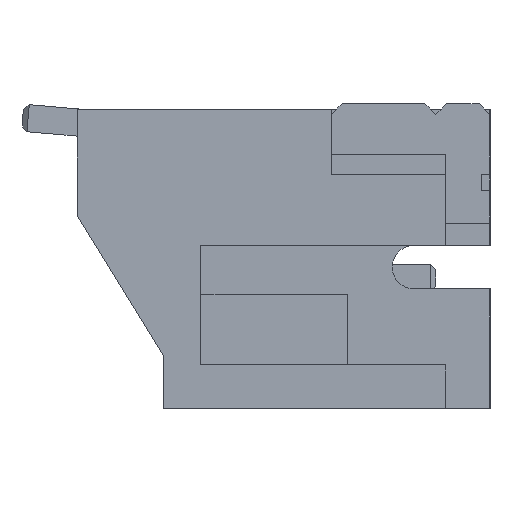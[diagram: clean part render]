
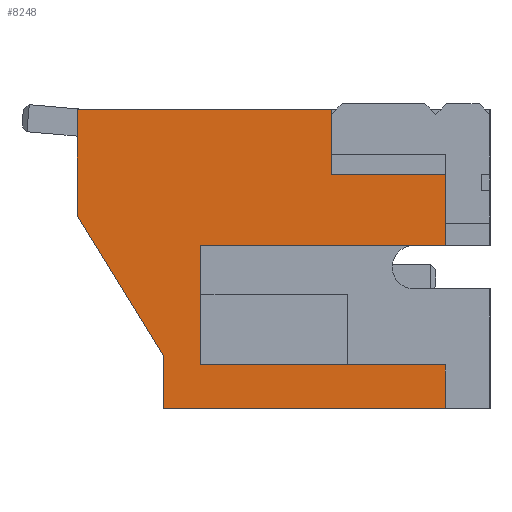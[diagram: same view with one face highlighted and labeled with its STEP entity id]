
A CAD part, left-side view. The second image highlights one B-rep face of the part: STEP entity #8248.
In plain terms, the highlighted planar face has unit normal (-1, 0, 0).
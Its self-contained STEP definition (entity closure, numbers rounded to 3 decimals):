
#210 = DIRECTION ( 'NONE',  ( 0., -1., 0. ) ) ;
#293 = ORIENTED_EDGE ( 'NONE', *, *, #19411, .T. ) ;
#417 = LINE ( 'NONE', #15585, #4749 ) ;
#1190 = VERTEX_POINT ( 'NONE', #23130 ) ;
#1315 = DIRECTION ( 'NONE',  ( 0., -1., 0. ) ) ;
#1542 = FACE_OUTER_BOUND ( 'NONE', #25602, .T. ) ;
#1636 = CARTESIAN_POINT ( 'NONE',  ( -0.75, 4.81, 3.86 ) ) ;
#1897 = EDGE_CURVE ( 'NONE', #21515, #4399, #22879, .T. ) ;
#1934 = VERTEX_POINT ( 'NONE', #7163 ) ;
#2506 = EDGE_CURVE ( 'NONE', #4571, #21515, #23213, .T. ) ;
#2803 = VECTOR ( 'NONE', #210, 1000. ) ;
#2977 = ORIENTED_EDGE ( 'NONE', *, *, #11594, .T. ) ;
#4053 = CARTESIAN_POINT ( 'NONE',  ( -0.75, 5.61, -0.64 ) ) ;
#4399 = VERTEX_POINT ( 'NONE', #5893 ) ;
#4501 = VERTEX_POINT ( 'NONE', #26080 ) ;
#4571 = VERTEX_POINT ( 'NONE', #26495 ) ;
#4749 = VECTOR ( 'NONE', #13534, 1000. ) ;
#5269 = DIRECTION ( 'NONE',  ( 0., 1., 0. ) ) ;
#5893 = CARTESIAN_POINT ( 'NONE',  ( -0.75, 4.66, 4.54 ) ) ;
#5950 = VECTOR ( 'NONE', #27206, 1000. ) ;
#5966 = LINE ( 'NONE', #4053, #7318 ) ;
#6262 = CARTESIAN_POINT ( 'NONE',  ( -0.75, 5.61, 4.54 ) ) ;
#6881 = DIRECTION ( 'NONE',  ( 0., 0., 1. ) ) ;
#7163 = CARTESIAN_POINT ( 'NONE',  ( -0.75, 5.61, 4.54 ) ) ;
#7318 = VECTOR ( 'NONE', #1315, 1000. ) ;
#8248 = ADVANCED_FACE ( 'NONE', ( #1542 ), #10465, .F. ) ;
#8323 = VERTEX_POINT ( 'NONE', #8833 ) ;
#8833 = CARTESIAN_POINT ( 'NONE',  ( -0.75, 1.31, 1.46 ) ) ;
#8861 = VERTEX_POINT ( 'NONE', #9146 ) ;
#9146 = CARTESIAN_POINT ( 'NONE',  ( -0.75, 2.61, -0.64 ) ) ;
#9597 = VERTEX_POINT ( 'NONE', #24640 ) ;
#10374 = ORIENTED_EDGE ( 'NONE', *, *, #24399, .T. ) ;
#10465 = PLANE ( 'NONE',  #20799 ) ;
#10549 = DIRECTION ( 'NONE',  ( 0., -1., 0. ) ) ;
#10620 = VECTOR ( 'NONE', #5269, 1000. ) ;
#10674 = EDGE_CURVE ( 'NONE', #1934, #9597, #15410, .T. ) ;
#10730 = DIRECTION ( 'NONE',  ( 1., 0., 0. ) ) ;
#10809 = VECTOR ( 'NONE', #10549, 1000. ) ;
#11356 = VECTOR ( 'NONE', #6881, 1000. ) ;
#11594 = EDGE_CURVE ( 'NONE', #4501, #8323, #13337, .T. ) ;
#11661 = ORIENTED_EDGE ( 'NONE', *, *, #22599, .T. ) ;
#12378 = EDGE_CURVE ( 'NONE', #19206, #4571, #20795, .T. ) ;
#13063 = DIRECTION ( 'NONE',  ( 0., -1., 0. ) ) ;
#13093 = ORIENTED_EDGE ( 'NONE', *, *, #2506, .T. ) ;
#13337 = LINE ( 'NONE', #13625, #22395 ) ;
#13534 = DIRECTION ( 'NONE',  ( 0., -1., 0. ) ) ;
#13625 = CARTESIAN_POINT ( 'NONE',  ( -0.75, 1.31, -0.64 ) ) ;
#13866 = CARTESIAN_POINT ( 'NONE',  ( -0.75, 2.06, 6.14 ) ) ;
#13900 = EDGE_CURVE ( 'NONE', #8861, #4501, #19896, .T. ) ;
#15410 = LINE ( 'NONE', #28793, #25607 ) ;
#15585 = CARTESIAN_POINT ( 'NONE',  ( -0.75, 1.31, 1.46 ) ) ;
#15638 = LINE ( 'NONE', #17945, #11356 ) ;
#16033 = VERTEX_POINT ( 'NONE', #25642 ) ;
#16314 = DIRECTION ( 'NONE',  ( 0., 0.852, -0.524 ) ) ;
#17498 = ORIENTED_EDGE ( 'NONE', *, *, #13900, .T. ) ;
#17517 = EDGE_CURVE ( 'NONE', #16033, #27482, #21612, .T. ) ;
#17555 = CARTESIAN_POINT ( 'NONE',  ( -0.75, 0.11, 4.54 ) ) ;
#17945 = CARTESIAN_POINT ( 'NONE',  ( -0.75, 4.81, -0.64 ) ) ;
#18186 = CARTESIAN_POINT ( 'NONE',  ( -0.75, 2.61, 3.86 ) ) ;
#18367 = CARTESIAN_POINT ( 'NONE',  ( -0.75, 4.66, 4.54 ) ) ;
#18373 = CARTESIAN_POINT ( 'NONE',  ( -0.75, 0.11, 1.46 ) ) ;
#18628 = ORIENTED_EDGE ( 'NONE', *, *, #12378, .T. ) ;
#19206 = VERTEX_POINT ( 'NONE', #18373 ) ;
#19411 = EDGE_CURVE ( 'NONE', #27482, #8861, #20391, .T. ) ;
#19896 = LINE ( 'NONE', #22362, #2803 ) ;
#20391 = LINE ( 'NONE', #18186, #24283 ) ;
#20527 = DIRECTION ( 'NONE',  ( 0., 0., -1. ) ) ;
#20701 = ORIENTED_EDGE ( 'NONE', *, *, #28751, .T. ) ;
#20795 = LINE ( 'NONE', #22688, #5950 ) ;
#20799 = AXIS2_PLACEMENT_3D ( 'NONE', #17555, #10730, #13063 ) ;
#20883 = EDGE_CURVE ( 'NONE', #4399, #1934, #26782, .T. ) ;
#21173 = CARTESIAN_POINT ( 'NONE',  ( -0.75, 2.61, 3.86 ) ) ;
#21178 = VECTOR ( 'NONE', #24331, 1000. ) ;
#21515 = VERTEX_POINT ( 'NONE', #13866 ) ;
#21612 = LINE ( 'NONE', #1636, #10809 ) ;
#22362 = CARTESIAN_POINT ( 'NONE',  ( -0.75, 2.61, -0.64 ) ) ;
#22395 = VECTOR ( 'NONE', #24567, 1000. ) ;
#22599 = EDGE_CURVE ( 'NONE', #8323, #19206, #417, .T. ) ;
#22688 = CARTESIAN_POINT ( 'NONE',  ( -0.75, 0.11, 4.54 ) ) ;
#22879 = LINE ( 'NONE', #18367, #26013 ) ;
#23130 = CARTESIAN_POINT ( 'NONE',  ( -0.75, 4.81, -0.64 ) ) ;
#23213 = LINE ( 'NONE', #25261, #10620 ) ;
#24080 = ORIENTED_EDGE ( 'NONE', *, *, #1897, .T. ) ;
#24283 = VECTOR ( 'NONE', #20527, 1000. ) ;
#24331 = DIRECTION ( 'NONE',  ( 0., 1., 0. ) ) ;
#24399 = EDGE_CURVE ( 'NONE', #1190, #16033, #15638, .T. ) ;
#24567 = DIRECTION ( 'NONE',  ( 0., 0., 1. ) ) ;
#24640 = CARTESIAN_POINT ( 'NONE',  ( -0.75, 5.61, -0.64 ) ) ;
#24715 = ORIENTED_EDGE ( 'NONE', *, *, #17517, .T. ) ;
#25261 = CARTESIAN_POINT ( 'NONE',  ( -0.75, 2.06, 6.14 ) ) ;
#25602 = EDGE_LOOP ( 'NONE', ( #27406, #20701, #10374, #24715, #293, #17498, #2977, #11661, #18628, #13093, #24080, #27343 ) ) ;
#25607 = VECTOR ( 'NONE', #27347, 1000. ) ;
#25642 = CARTESIAN_POINT ( 'NONE',  ( -0.75, 4.81, 3.86 ) ) ;
#26013 = VECTOR ( 'NONE', #16314, 1000. ) ;
#26080 = CARTESIAN_POINT ( 'NONE',  ( -0.75, 1.31, -0.64 ) ) ;
#26495 = CARTESIAN_POINT ( 'NONE',  ( -0.75, 0.11, 6.14 ) ) ;
#26782 = LINE ( 'NONE', #6262, #21178 ) ;
#27206 = DIRECTION ( 'NONE',  ( 0., 0., 1. ) ) ;
#27343 = ORIENTED_EDGE ( 'NONE', *, *, #20883, .T. ) ;
#27347 = DIRECTION ( 'NONE',  ( 0., 0., -1. ) ) ;
#27406 = ORIENTED_EDGE ( 'NONE', *, *, #10674, .T. ) ;
#27482 = VERTEX_POINT ( 'NONE', #21173 ) ;
#28751 = EDGE_CURVE ( 'NONE', #9597, #1190, #5966, .T. ) ;
#28793 = CARTESIAN_POINT ( 'NONE',  ( -0.75, 5.61, -0.64 ) ) ;
